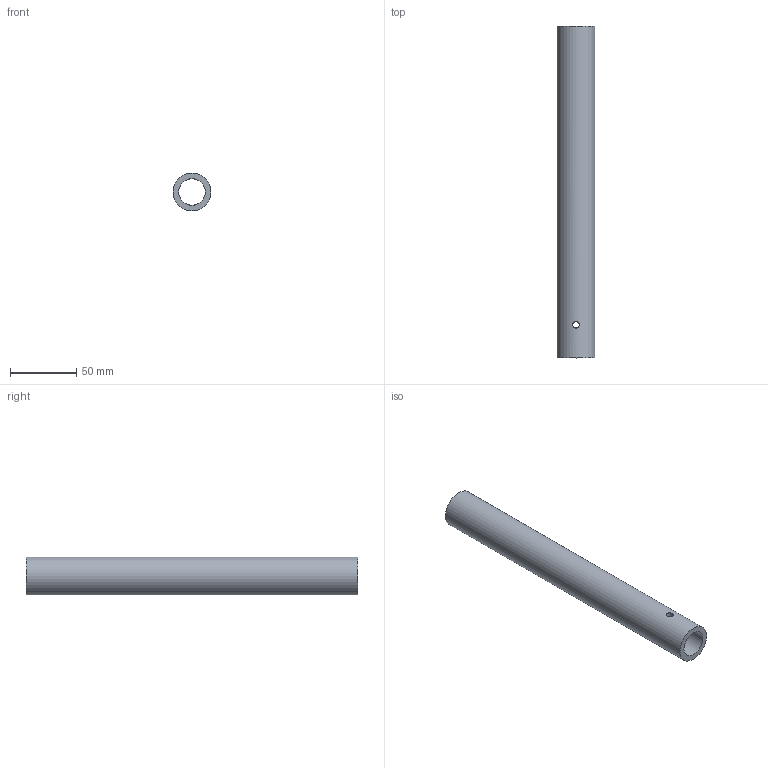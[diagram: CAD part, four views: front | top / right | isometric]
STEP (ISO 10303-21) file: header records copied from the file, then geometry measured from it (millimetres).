
FILE_DESCRIPTION(/* description */ (''),/* implementation_level */ '2;1');
FILE_NAME(/* name */ '96c4a9bd-7bba-45d9-a6ef-355996f5fed7.stp',/* time_stamp */ '2019-04-16T02:21:09+00:00',/* author */ (''),/* organization */ (''),/* preprocessor_version */ 'ST-DEVELOPER v18',/* originating_system */ 'Autodesk Translation Framework v8.2.0.1029',/* authorisation */ '');
FILE_SCHEMA (('AUTOMOTIVE_DESIGN { 1 0 10303 214 3 1 1 }'));
Length unit declared in the file: millimetre
Products named in the file (1): steering column
Bounding box: 28.57 x 250 x 28.57 mm (x, y, z)
Volume: 81616.3 mm3; surface area: 38862.2 mm2
Topology: 1 solids, 1 shells, 6 faces, 16 edges, 12 vertices
Faces by surface type: cylinder 4, plane 2
Full cylindrical faces by diameter (mm): 5 x2, 20 x1, 28.575 x1
Entity records: 361 total; most frequent: CARTESIAN_POINT 171, ORIENTED_EDGE 32, DIRECTION 26, EDGE_CURVE 16, EDGE_LOOP 12, VERTEX_POINT 12, AXIS2_PLACEMENT_3D 11, B_SPLINE_CURVE_WITH_KNOTS 8
